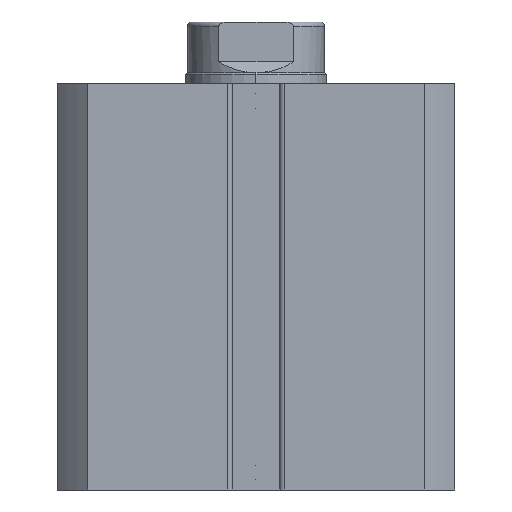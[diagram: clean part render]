
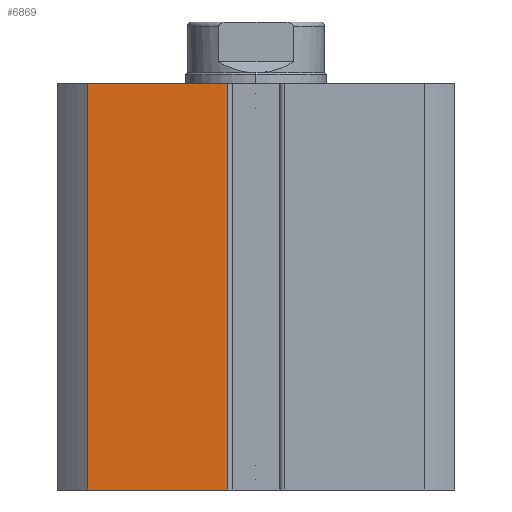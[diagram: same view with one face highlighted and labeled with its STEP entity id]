
A CAD part, front view. The second image highlights one B-rep face of the part: STEP entity #6869.
In plain terms, the highlighted planar face has unit normal (0, -1, 0).
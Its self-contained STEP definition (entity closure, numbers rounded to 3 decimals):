
#134 = CARTESIAN_POINT ( 'NONE',  ( -3.2, -22.5, 0. ) ) ;
#135 = CARTESIAN_POINT ( 'NONE',  ( -19.079, -22.5, 0. ) ) ;
#243 = CARTESIAN_POINT ( 'NONE',  ( -3.2, -22.5, 46. ) ) ;
#250 = CARTESIAN_POINT ( 'NONE',  ( -19.079, -22.5, 46. ) ) ;
#425 = VERTEX_POINT ( 'NONE', #250 ) ;
#432 = VERTEX_POINT ( 'NONE', #243 ) ;
#540 = VERTEX_POINT ( 'NONE', #135 ) ;
#541 = VERTEX_POINT ( 'NONE', #134 ) ;
#783 = CARTESIAN_POINT ( 'NONE',  ( -22.5, -22.5, 46. ) ) ;
#787 = DIRECTION ( 'NONE',  ( 1., 0., 0. ) ) ;
#920 = CARTESIAN_POINT ( 'NONE',  ( -3.2, -22.5, 46. ) ) ;
#921 = DIRECTION ( 'NONE',  ( 0., 0., 1. ) ) ;
#948 = CARTESIAN_POINT ( 'NONE',  ( -19.079, -22.5, 0. ) ) ;
#949 = DIRECTION ( 'NONE',  ( 0., 0., 1. ) ) ;
#1701 = PLANE ( 'NONE',  #2123 ) ;
#1704 = CARTESIAN_POINT ( 'NONE',  ( -22.5, -22.5, 46. ) ) ;
#1710 = DIRECTION ( 'NONE',  ( 0., 1., 0. ) ) ;
#1711 = DIRECTION ( 'NONE',  ( 0., 0., 1. ) ) ;
#2123 = AXIS2_PLACEMENT_3D ( 'NONE', #1704, #1710, #1711 ) ;
#3040 = CARTESIAN_POINT ( 'NONE',  ( -22.5, -22.5, 0. ) ) ;
#3041 = DIRECTION ( 'NONE',  ( 1., 0., 0. ) ) ;
#3479 = VECTOR ( 'NONE', #3041, 1000. ) ;
#3481 = LINE ( 'NONE', #3040, #3479 ) ;
#3695 = LINE ( 'NONE', #783, #3705 ) ;
#3705 = VECTOR ( 'NONE', #787, 1000. ) ;
#3781 = LINE ( 'NONE', #920, #3788 ) ;
#3788 = VECTOR ( 'NONE', #921, 1000. ) ;
#3815 = LINE ( 'NONE', #948, #3816 ) ;
#3816 = VECTOR ( 'NONE', #949, 1000. ) ;
#4245 = FACE_OUTER_BOUND ( 'NONE', #5570, .T. ) ;
#4887 = EDGE_CURVE ( 'NONE', #540, #541, #3481, .T. ) ;
#5034 = EDGE_CURVE ( 'NONE', #425, #432, #3695, .T. ) ;
#5097 = EDGE_CURVE ( 'NONE', #541, #432, #3781, .T. ) ;
#5109 = EDGE_CURVE ( 'NONE', #540, #425, #3815, .T. ) ;
#5570 = EDGE_LOOP ( 'NONE', ( #6542, #6541, #6540, #6539 ) ) ;
#6539 = ORIENTED_EDGE ( 'NONE', *, *, #5034, .F. ) ;
#6540 = ORIENTED_EDGE ( 'NONE', *, *, #5097, .T. ) ;
#6541 = ORIENTED_EDGE ( 'NONE', *, *, #4887, .T. ) ;
#6542 = ORIENTED_EDGE ( 'NONE', *, *, #5109, .F. ) ;
#6869 = ADVANCED_FACE ( 'NONE', ( #4245 ), #1701, .F. ) ;
